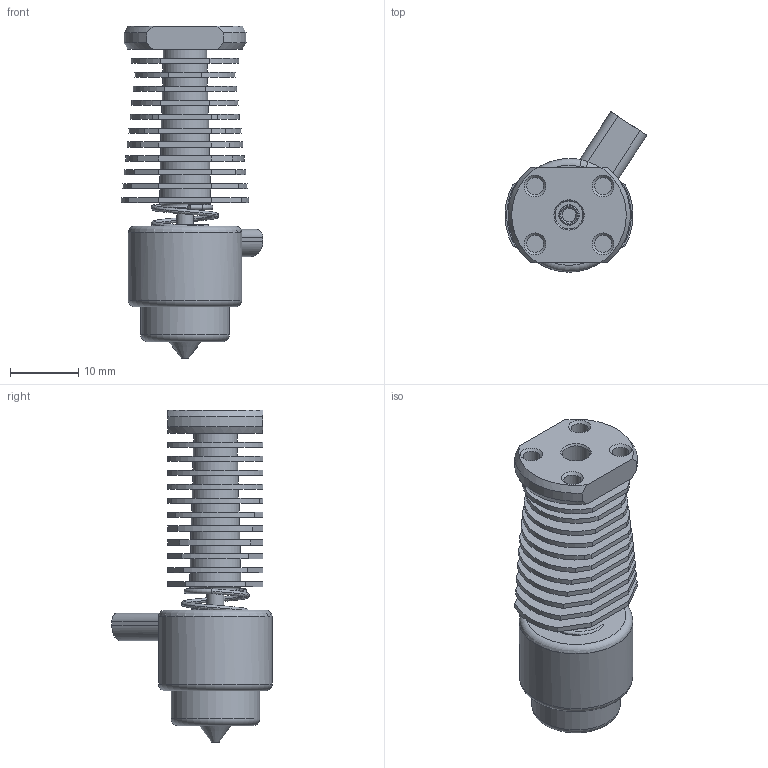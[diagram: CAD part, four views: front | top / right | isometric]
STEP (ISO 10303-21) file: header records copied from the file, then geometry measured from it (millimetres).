
FILE_DESCRIPTION(/* description */ (''),/* implementation_level */ '2;1');
FILE_NAME(/* name */ 'Revo Voron.step',/* time_stamp */ '2023-08-03T23:09:04-06:00',/* author */ (''),/* organization */ (''),/* preprocessor_version */ 'ST-DEVELOPER v20',/* originating_system */ 'Autodesk Translation Framework v12.9.0.99',/* authorisation */ '');
FILE_SCHEMA (('AUTOMOTIVE_DESIGN { 1 0 10303 214 3 1 1 }'));
Length unit declared in the file: millimetre
Products named in the file (1): Revo Voron
Bounding box: 20.85 x 23.57 x 48.8 mm (x, y, z)
Volume: 6274.2 mm3; surface area: 6537.4 mm2
Topology: 1 solids, 1 shells, 173 faces, 415 edges, 273 vertices
Faces by surface type: plane 90, cylinder 52, cone 15, torus 12, bspline 4
Full cylindrical faces by diameter (mm): 0.71 x1, 2 x1, 2.5 x5, 3 x1, 4.1 x1, 6.4 x1, 6.5 x1, 6.6 x1, 6.7 x1, 6.8 x1, 7 x1, 7.1 x1, 7.2 x1, 7.3 x1, 7.4 x1, 7.5 x1, 13 x1, 16.7 x1
Entity records: 5802 total; most frequent: CARTESIAN_POINT 1578, DIRECTION 871, ORIENTED_EDGE 830, EDGE_CURVE 415, AXIS2_PLACEMENT_3D 323, VERTEX_POINT 273, LINE 225, VECTOR 225
